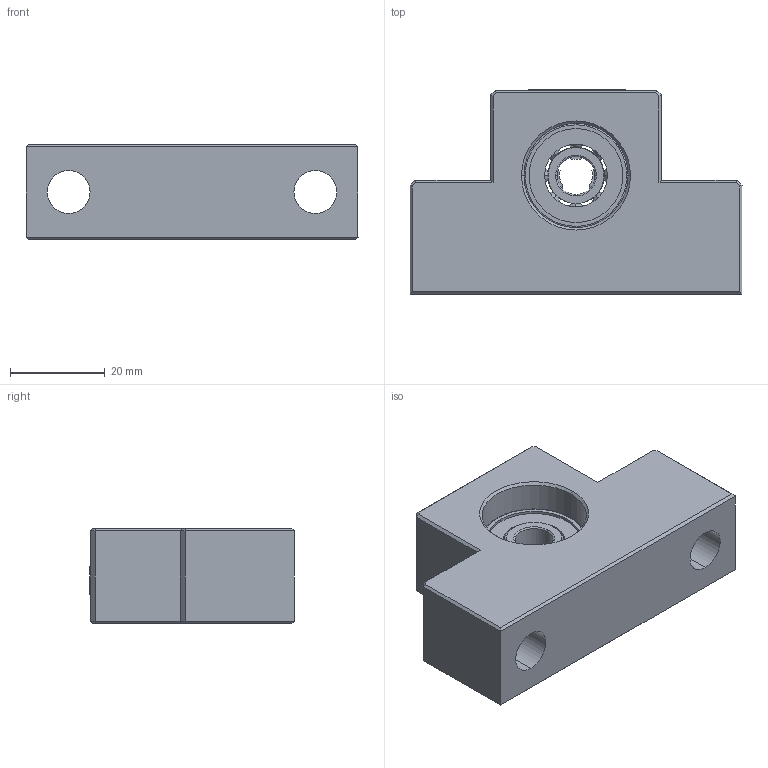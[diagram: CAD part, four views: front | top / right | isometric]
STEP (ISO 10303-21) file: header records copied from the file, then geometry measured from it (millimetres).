
FILE_DESCRIPTION (( 'STEP AP214' ), '1' );
FILE_NAME ('EF10.STEP', '2019-04-04T09:00:11', ( '' ), ( '' ), 'SwSTEP 2.0', 'SolidWorks 2015', '' );
FILE_SCHEMA (( 'AUTOMOTIVE_DESIGN' ));
Length unit declared in the file: millimetre
Products named in the file (1): EF10
Bounding box: 70 x 43.1 x 20 mm (x, y, z)
Volume: 38024.4 mm3; surface area: 13719.9 mm2
Topology: 3 solids, 3 shells, 741 faces, 2141 edges, 1398 vertices
Faces by surface type: plane 586, bspline 105, cylinder 46, cone 4
Entity records: 29217 total; most frequent: CARTESIAN_POINT 8734, ORIENTED_EDGE 4218, DIRECTION 3353, EDGE_CURVE 2109, LINE 1631, VECTOR 1631, VERTEX_POINT 1398, AXIS2_PLACEMENT_3D 861
